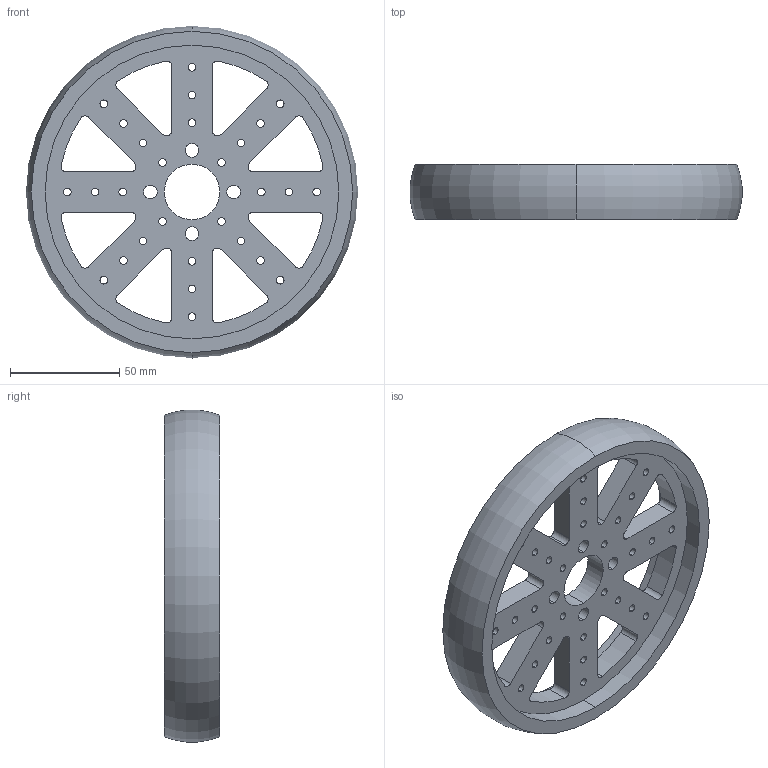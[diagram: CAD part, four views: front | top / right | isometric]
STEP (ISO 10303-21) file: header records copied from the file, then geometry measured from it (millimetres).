
FILE_DESCRIPTION (( 'STEP AP203' ), '1' );
FILE_NAME ('595610.STEP', '2014-07-15T16:09:10', ( 'Kyle' ), ( 'Microsoft' ), 'SwSTEP 2.0', 'SolidWorks 2014', '' );
FILE_SCHEMA (( 'CONFIG_CONTROL_DESIGN' ));
Length unit declared in the file: inch
Products named in the file (1): 595610
Bounding box: 152.19 x 25.4 x 152.19 mm (x, y, z)
Volume: 180208 mm3; surface area: 54826.4 mm2
Topology: 1 solids, 1 shells, 130 faces, 378 edges, 252 vertices
Faces by surface type: cylinder 108, plane 20, torus 2
Entity records: 4667 total; most frequent: DIRECTION 862, CARTESIAN_POINT 761, ORIENTED_EDGE 756, EDGE_CURVE 378, AXIS2_PLACEMENT_3D 353, VERTEX_POINT 252, CIRCLE 222, EDGE_LOOP 214
